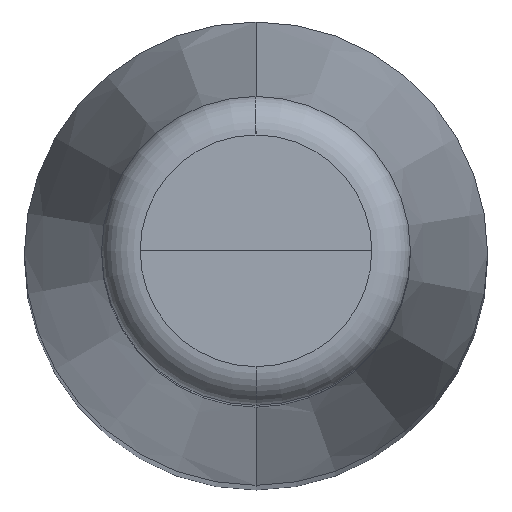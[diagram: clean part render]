
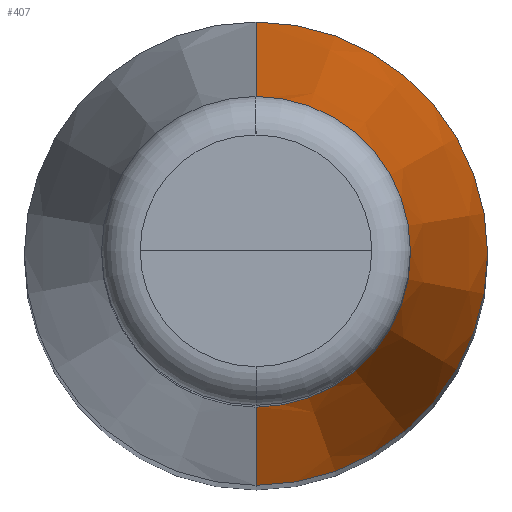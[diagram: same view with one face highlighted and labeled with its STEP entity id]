
A CAD part, top view. The second image highlights one B-rep face of the part: STEP entity #407.
In plain terms, the highlighted conical face has half-angle 7.125 degrees and reference radius 2.501 mm.
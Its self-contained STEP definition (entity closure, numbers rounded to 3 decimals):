
#155=CARTESIAN_POINT('',(0.,0.,36.));
#156=DIRECTION('',(0.,0.,1.));
#157=DIRECTION('',(0.,-1.,0.));
#158=AXIS2_PLACEMENT_3D('',#155,#156,#157);
#209=CARTESIAN_POINT('',(0.,0.,43.99));
#210=DIRECTION('',(0.,0.,1.));
#211=DIRECTION('',(0.,-1.,0.));
#212=AXIS2_PLACEMENT_3D('',#209,#210,#211);
#217=DIRECTION('',(0.,-0.124,-0.992));
#218=VECTOR('',#217,8.052);
#219=CARTESIAN_POINT('',(0.,-2.001,43.99));
#220=LINE('',#219,#218);
#224=DIRECTION('',(0.,0.124,-0.992));
#225=VECTOR('',#224,8.052);
#226=CARTESIAN_POINT('',(0.,2.001,43.99));
#227=LINE('',#226,#225);
#317=CARTESIAN_POINT('',(0.,-2.001,43.99));
#318=VERTEX_POINT('',#317);
#319=CARTESIAN_POINT('',(0.,2.001,43.99));
#320=VERTEX_POINT('',#319);
#321=CARTESIAN_POINT('',(0.,-3.,36.));
#322=VERTEX_POINT('',#321);
#323=CARTESIAN_POINT('',(0.,3.,36.));
#324=VERTEX_POINT('',#323);
#393=CARTESIAN_POINT('',(0.,0.,39.995));
#394=DIRECTION('',(0.,0.,-1.));
#395=DIRECTION('',(0.,-1.,0.));
#396=AXIS2_PLACEMENT_3D('',#393,#394,#395);
#397=CONICAL_SURFACE('',#396,2.501,7.125);
#399=ORIENTED_EDGE('',*,*,#398,.F.);
#401=ORIENTED_EDGE('',*,*,#400,.T.);
#403=ORIENTED_EDGE('',*,*,#402,.T.);
#404=ORIENTED_EDGE('',*,*,#350,.F.);
#405=EDGE_LOOP('',(#399,#401,#403,#404));
#406=FACE_OUTER_BOUND('',#405,.F.);
#159=CIRCLE('',#158,3.);
#213=CIRCLE('',#212,2.001);
#350=EDGE_CURVE('',#322,#324,#159,.T.);
#398=EDGE_CURVE('',#318,#322,#220,.T.);
#400=EDGE_CURVE('',#318,#320,#213,.T.);
#402=EDGE_CURVE('',#320,#324,#227,.T.);
#407=ADVANCED_FACE('',(#406),#397,.T.);
